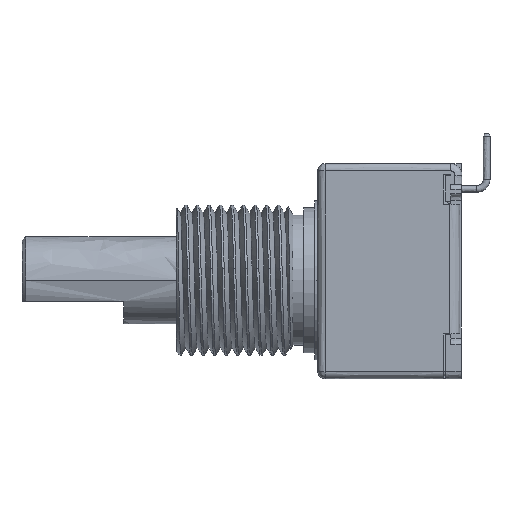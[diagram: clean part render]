
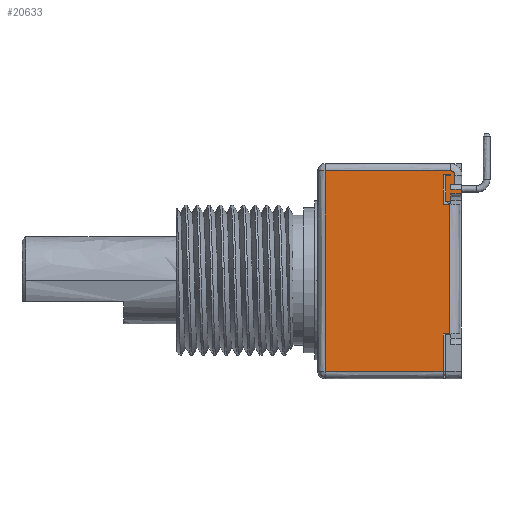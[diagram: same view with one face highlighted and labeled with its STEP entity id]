
A CAD part, left-side view. The second image highlights one B-rep face of the part: STEP entity #20633.
In plain terms, the highlighted free-form (B-spline) face has degree [1, 1] with [2, 2] control points.
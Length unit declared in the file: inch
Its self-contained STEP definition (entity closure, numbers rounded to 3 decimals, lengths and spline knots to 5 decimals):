
#939=DIRECTION('',(0.,0.,1.));
#940=VECTOR('',#939,0.012);
#941=CARTESIAN_POINT('',(-0.2805,-0.006,0.233));
#942=LINE('',#941,#940);
#6150=DIRECTION('',(0.,1.,0.));
#6151=VECTOR('',#6150,0.01031);
#6152=CARTESIAN_POINT('',(-0.2805,0.01169,0.2585));
#6153=LINE('',#6152,#6151);
#6157=DIRECTION('',(0.,0.,1.));
#6158=VECTOR('',#6157,0.0135);
#6159=CARTESIAN_POINT('',(-0.2805,0.022,0.245));
#6160=LINE('',#6159,#6158);
#6164=DIRECTION('',(0.,1.,0.));
#6165=VECTOR('',#6164,0.028);
#6166=CARTESIAN_POINT('',(-0.2805,-0.006,0.245));
#6167=LINE('',#6166,#6165);
#6171=DIRECTION('',(0.,1.,0.));
#6172=VECTOR('',#6171,0.028);
#6173=CARTESIAN_POINT('',(-0.2805,-0.006,0.233));
#6174=LINE('',#6173,#6172);
#6178=DIRECTION('',(0.,0.,1.));
#6179=VECTOR('',#6178,0.02);
#6180=CARTESIAN_POINT('',(-0.2805,0.022,0.213));
#6181=LINE('',#6180,#6179);
#6185=DIRECTION('',(0.,-1.,0.));
#6186=VECTOR('',#6185,0.014);
#6187=CARTESIAN_POINT('',(-0.2805,0.036,0.213));
#6188=LINE('',#6187,#6186);
#6192=DIRECTION('',(0.,0.,1.));
#6193=VECTOR('',#6192,0.07);
#6194=CARTESIAN_POINT('',(-0.2805,0.036,0.213));
#6195=LINE('',#6194,#6193);
#6199=DIRECTION('',(0.,-1.,0.));
#6200=VECTOR('',#6199,0.014);
#6201=CARTESIAN_POINT('',(-0.2805,0.036,0.283));
#6202=LINE('',#6201,#6200);
#6206=DIRECTION('',(0.,0.,1.));
#6207=VECTOR('',#6206,0.001);
#6208=CARTESIAN_POINT('',(-0.2805,0.022,0.283));
#6209=LINE('',#6208,#6207);
#6213=CARTESIAN_POINT('',(-0.2805,0.023,0.284));
#6214=DIRECTION('',(-1.,0.,0.));
#6215=DIRECTION('',(0.,-1.,0.));
#6216=AXIS2_PLACEMENT_3D('',#6213,#6214,#6215);
#6221=DIRECTION('',(0.,1.,0.));
#6222=VECTOR('',#6221,0.019);
#6223=CARTESIAN_POINT('',(-0.2805,0.023,0.285));
#6224=LINE('',#6223,#6222);
#6228=DIRECTION('',(0.,0.,1.));
#6229=VECTOR('',#6228,0.08);
#6230=CARTESIAN_POINT('',(-0.2805,0.042,0.205));
#6231=LINE('',#6230,#6229);
#6235=DIRECTION('',(0.,0.,1.));
#6236=VECTOR('',#6235,0.10131);
#6237=CARTESIAN_POINT('',(-0.2805,0.042,-0.24631));
#6238=LINE('',#6237,#6236);
#6242=CARTESIAN_POINT('',(-0.2805,0.023,0.284));
#6243=DIRECTION('',(1.,0.,0.));
#6244=DIRECTION('',(0.,0.,1.));
#6245=AXIS2_PLACEMENT_3D('',#6242,#6243,#6244);
#6250=DIRECTION('',(0.,0.,-1.));
#6251=VECTOR('',#6250,0.0255);
#6252=CARTESIAN_POINT('',(-0.2805,0.01169,0.284));
#6253=LINE('',#6252,#6251);
#6330=DIRECTION('',(0.,-1.,0.));
#6331=VECTOR('',#6330,0.017);
#6332=CARTESIAN_POINT('',(-0.2805,0.042,-0.145));
#6333=LINE('',#6332,#6331);
#6405=DIRECTION('',(0.,-1.,0.));
#6406=VECTOR('',#6405,0.017);
#6407=CARTESIAN_POINT('',(-0.2805,0.042,0.205));
#6408=LINE('',#6407,#6406);
#6469=DIRECTION('',(0.,0.,1.));
#6470=VECTOR('',#6469,0.35);
#6471=CARTESIAN_POINT('',(-0.2805,0.025,-0.145));
#6472=LINE('',#6471,#6470);
#7038=DIRECTION('',(0.,1.,0.));
#7039=VECTOR('',#7038,0.33831);
#7040=CARTESIAN_POINT('',(-0.2805,0.023,0.29531));
#7041=LINE('',#7040,#7039);
#7084=DIRECTION('',(0.,0.,1.));
#7085=VECTOR('',#7084,0.54163);
#7086=CARTESIAN_POINT('',(-0.2805,0.36131,-0.24631));
#7087=LINE('',#7086,#7085);
#7160=DIRECTION('',(0.,-1.,0.));
#7161=VECTOR('',#7160,0.31931);
#7162=CARTESIAN_POINT('',(-0.2805,0.36131,-0.24631));
#7163=LINE('',#7162,#7161);
#12020=CARTESIAN_POINT('',(-0.2805,0.36131,-0.24631));
#12021=CARTESIAN_POINT('',(-0.2805,0.36131,0.29531));
#12022=VERTEX_POINT('',#12020);
#12023=VERTEX_POINT('',#12021);
#12070=CARTESIAN_POINT('',(-0.2805,0.042,-0.24631));
#12072=VERTEX_POINT('',#12070);
#12122=CARTESIAN_POINT('',(-0.2805,0.025,-0.145));
#12124=VERTEX_POINT('',#12122);
#12128=CARTESIAN_POINT('',(-0.2805,0.025,0.205));
#12130=VERTEX_POINT('',#12128);
#12138=CARTESIAN_POINT('',(-0.2805,0.042,-0.145));
#12139=VERTEX_POINT('',#12138);
#12142=CARTESIAN_POINT('',(-0.2805,0.042,0.205));
#12143=VERTEX_POINT('',#12142);
#12202=CARTESIAN_POINT('',(-0.2805,0.022,0.284));
#12203=CARTESIAN_POINT('',(-0.2805,0.023,0.285));
#12204=VERTEX_POINT('',#12202);
#12205=VERTEX_POINT('',#12203);
#12216=CARTESIAN_POINT('',(-0.2805,0.01169,0.2585));
#12217=VERTEX_POINT('',#12216);
#12218=CARTESIAN_POINT('',(-0.2805,0.023,0.29531));
#12219=VERTEX_POINT('',#12218);
#12220=CARTESIAN_POINT('',(-0.2805,0.01169,0.284));
#12221=VERTEX_POINT('',#12220);
#12282=CARTESIAN_POINT('',(-0.2805,0.042,0.285));
#12283=VERTEX_POINT('',#12282);
#12870=CARTESIAN_POINT('',(-0.2805,-0.006,0.233));
#12871=CARTESIAN_POINT('',(-0.2805,0.022,0.233));
#12872=VERTEX_POINT('',#12870);
#12873=VERTEX_POINT('',#12871);
#12890=CARTESIAN_POINT('',(-0.2805,-0.006,0.245));
#12891=VERTEX_POINT('',#12890);
#12902=CARTESIAN_POINT('',(-0.2805,0.022,0.245));
#12903=VERTEX_POINT('',#12902);
#12926=CARTESIAN_POINT('',(-0.2805,0.036,0.213));
#12927=CARTESIAN_POINT('',(-0.2805,0.036,0.283));
#12928=VERTEX_POINT('',#12926);
#12929=VERTEX_POINT('',#12927);
#12936=CARTESIAN_POINT('',(-0.2805,0.022,0.213));
#12937=VERTEX_POINT('',#12936);
#13706=CARTESIAN_POINT('',(-0.2805,0.022,0.2585));
#13708=VERTEX_POINT('',#13706);
#13714=CARTESIAN_POINT('',(-0.2805,0.022,0.283));
#13716=VERTEX_POINT('',#13714);
#20589=CARTESIAN_POINT('',(-0.2805,-0.01335,-0.25715));
#20590=CARTESIAN_POINT('',(-0.2805,0.36866,-0.25715));
#20591=CARTESIAN_POINT('',(-0.2805,-0.01335,0.30615));
#20592=CARTESIAN_POINT('',(-0.2805,0.36866,0.30615));
#20593=B_SPLINE_SURFACE_WITH_KNOTS('',1,1,((#20589,#20590),(#20591,#20592)),
.UNSPECIFIED.,.F.,.F.,.F.,(2,2),(2,2),(0.00885,0.57215),(
-0.01335,0.36866),.UNSPECIFIED.);
#20595=ORIENTED_EDGE('',*,*,#20594,.T.);
#20596=ORIENTED_EDGE('',*,*,#19274,.F.);
#20598=ORIENTED_EDGE('',*,*,#20597,.F.);
#20599=ORIENTED_EDGE('',*,*,#14031,.F.);
#20601=ORIENTED_EDGE('',*,*,#20600,.T.);
#20602=ORIENTED_EDGE('',*,*,#19192,.F.);
#20604=ORIENTED_EDGE('',*,*,#20603,.F.);
#20605=ORIENTED_EDGE('',*,*,#19464,.T.);
#20606=ORIENTED_EDGE('',*,*,#19898,.T.);
#20608=ORIENTED_EDGE('',*,*,#20607,.T.);
#20610=ORIENTED_EDGE('',*,*,#20609,.T.);
#20612=ORIENTED_EDGE('',*,*,#20611,.T.);
#20613=ORIENTED_EDGE('',*,*,#19741,.F.);
#20615=ORIENTED_EDGE('',*,*,#20614,.T.);
#20617=ORIENTED_EDGE('',*,*,#20616,.F.);
#20619=ORIENTED_EDGE('',*,*,#20618,.F.);
#20620=ORIENTED_EDGE('',*,*,#19765,.F.);
#20622=ORIENTED_EDGE('',*,*,#20621,.F.);
#20624=ORIENTED_EDGE('',*,*,#20623,.T.);
#20626=ORIENTED_EDGE('',*,*,#20625,.F.);
#20628=ORIENTED_EDGE('',*,*,#20627,.T.);
#20630=ORIENTED_EDGE('',*,*,#20629,.T.);
#20631=EDGE_LOOP('',(#20595,#20596,#20598,#20599,#20601,#20602,#20604,#20605,
#20606,#20608,#20610,#20612,#20613,#20615,#20617,#20619,#20620,#20622,#20624,
#20626,#20628,#20630));
#20632=FACE_OUTER_BOUND('',#20631,.F.);
#20633=ADVANCED_FACE('',(#20632),#20593,.T.);
#6217=CIRCLE('',#6216,0.001);
#6246=CIRCLE('',#6245,0.01131);
#14031=EDGE_CURVE('',#12872,#12891,#942,.T.);
#19192=EDGE_CURVE('',#12937,#12873,#6181,.T.);
#19274=EDGE_CURVE('',#12903,#13708,#6160,.T.);
#19464=EDGE_CURVE('',#12928,#12929,#6195,.T.);
#19741=EDGE_CURVE('',#12143,#12283,#6231,.T.);
#19765=EDGE_CURVE('',#12072,#12139,#6238,.T.);
#19898=EDGE_CURVE('',#12929,#13716,#6202,.T.);
#20594=EDGE_CURVE('',#12217,#13708,#6153,.T.);
#20597=EDGE_CURVE('',#12891,#12903,#6167,.T.);
#20600=EDGE_CURVE('',#12872,#12873,#6174,.T.);
#20603=EDGE_CURVE('',#12928,#12937,#6188,.T.);
#20607=EDGE_CURVE('',#13716,#12204,#6209,.T.);
#20609=EDGE_CURVE('',#12204,#12205,#6217,.T.);
#20611=EDGE_CURVE('',#12205,#12283,#6224,.T.);
#20614=EDGE_CURVE('',#12143,#12130,#6408,.T.);
#20616=EDGE_CURVE('',#12124,#12130,#6472,.T.);
#20618=EDGE_CURVE('',#12139,#12124,#6333,.T.);
#20621=EDGE_CURVE('',#12022,#12072,#7163,.T.);
#20623=EDGE_CURVE('',#12022,#12023,#7087,.T.);
#20625=EDGE_CURVE('',#12219,#12023,#7041,.T.);
#20627=EDGE_CURVE('',#12219,#12221,#6246,.T.);
#20629=EDGE_CURVE('',#12221,#12217,#6253,.T.);
